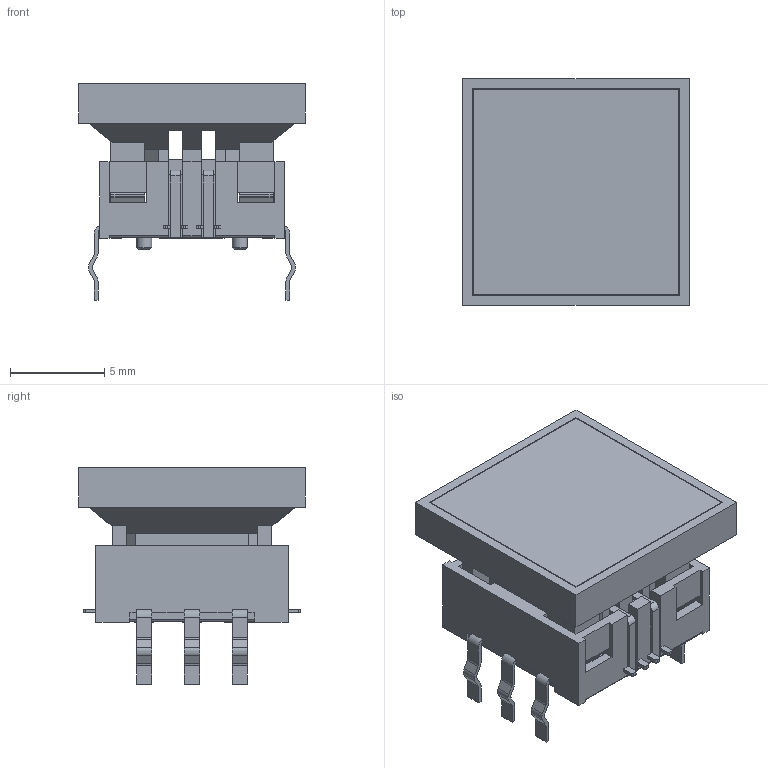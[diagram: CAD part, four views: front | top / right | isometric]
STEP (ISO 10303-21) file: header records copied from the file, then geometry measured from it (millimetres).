
FILE_DESCRIPTION(/* description */ ('Unknown'),/* implementation_level */ '2;1');
FILE_NAME(/* name */ '440M167082622',/* time_stamp */ '2024-04-02T08:46:45+02:00',/* author */ ('Unknown'),/* organization */ ('Unknown'),/* preprocessor_version */ 'ST-DEVELOPER v18.102',/* originating_system */ 'Solid Edge',/* authorisation */ 'Unknown');
FILE_SCHEMA (('AUTOMOTIVE_DESIGN {1 0 10303 214 3 1 1}'));
Length unit declared in the file: millimetre
Products named in the file (5): 440M167082622; Terminal; Base Frame; Steady Plate; LED
Assembly tree (5 placements, depth 2):
  440M167082622
    Terminal
    Base Frame
    Steady Plate
    LED  x2
Bounding box: 12 x 12 x 11.5 mm (x, y, z)
Volume: 592.5 mm3; surface area: 1403.3 mm2
Topology: 7 solids, 7 shells, 559 faces, 1633 edges, 1083 vertices
Faces by surface type: plane 434, cylinder 103, bspline 19, cone 2, torus 1
Full cylindrical faces by diameter (mm): 0.8 x2, 1.5 x1
Entity records: 21103 total; most frequent: CARTESIAN_POINT 3932, ORIENTED_EDGE 3130, DIRECTION 2656, EDGE_CURVE 1565, LINE 1210, VECTOR 1210, VERTEX_POINT 1041, AXIS2_PLACEMENT_3D 723
